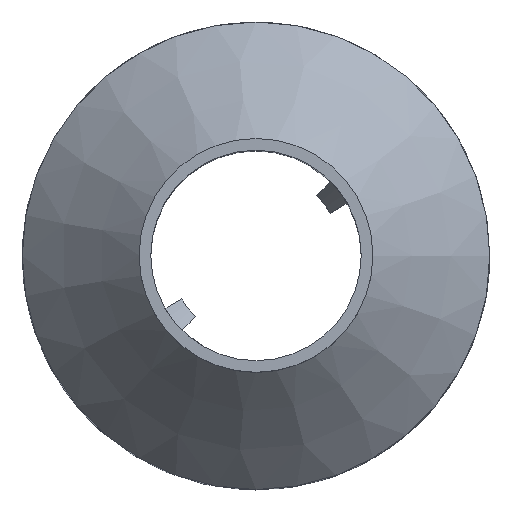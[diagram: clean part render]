
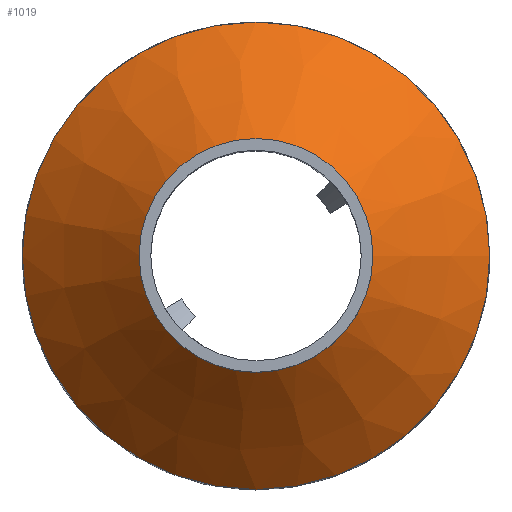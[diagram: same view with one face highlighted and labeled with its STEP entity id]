
A CAD part, top view. The second image highlights one B-rep face of the part: STEP entity #1019.
In plain terms, the highlighted conical face has half-angle 45 degrees and reference radius 9 mm.
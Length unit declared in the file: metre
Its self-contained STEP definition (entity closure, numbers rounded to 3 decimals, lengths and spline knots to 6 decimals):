
#75=CIRCLE('',#1111,0.018);
#87=CIRCLE('',#1126,0.009);
#197=ORIENTED_EDGE('',*,*,#456,.T.);
#198=ORIENTED_EDGE('',*,*,#484,.F.);
#456=EDGE_CURVE('',#603,#603,#75,.T.);
#484=EDGE_CURVE('',#624,#624,#87,.T.);
#603=VERTEX_POINT('',#1616);
#624=VERTEX_POINT('',#1668);
#874=EDGE_LOOP('',(#197));
#875=EDGE_LOOP('',(#198));
#942=FACE_BOUND('',#874,.T.);
#943=FACE_BOUND('',#875,.T.);
#995=CONICAL_SURFACE('',#1127,0.009,0.785);
#1019=ADVANCED_FACE('',(#942,#943),#995,.T.);
#1111=AXIS2_PLACEMENT_3D('',#1615,#1279,#1280);
#1126=AXIS2_PLACEMENT_3D('',#1667,#1325,#1326);
#1127=AXIS2_PLACEMENT_3D('',#1669,#1327,#1328);
#1279=DIRECTION('',(0.,0.,1.));
#1280=DIRECTION('',(1.,0.,0.));
#1325=DIRECTION('',(0.,0.,1.));
#1326=DIRECTION('',(1.,0.,0.));
#1327=DIRECTION('',(0.,0.,-1.));
#1328=DIRECTION('',(-1.,0.,0.));
#1615=CARTESIAN_POINT('',(0.,0.,0.0195));
#1616=CARTESIAN_POINT('',(0.018,0.,0.0195));
#1667=CARTESIAN_POINT('',(0.,0.,0.0285));
#1668=CARTESIAN_POINT('',(0.009,0.,0.0285));
#1669=CARTESIAN_POINT('',(0.,0.,0.0285));
